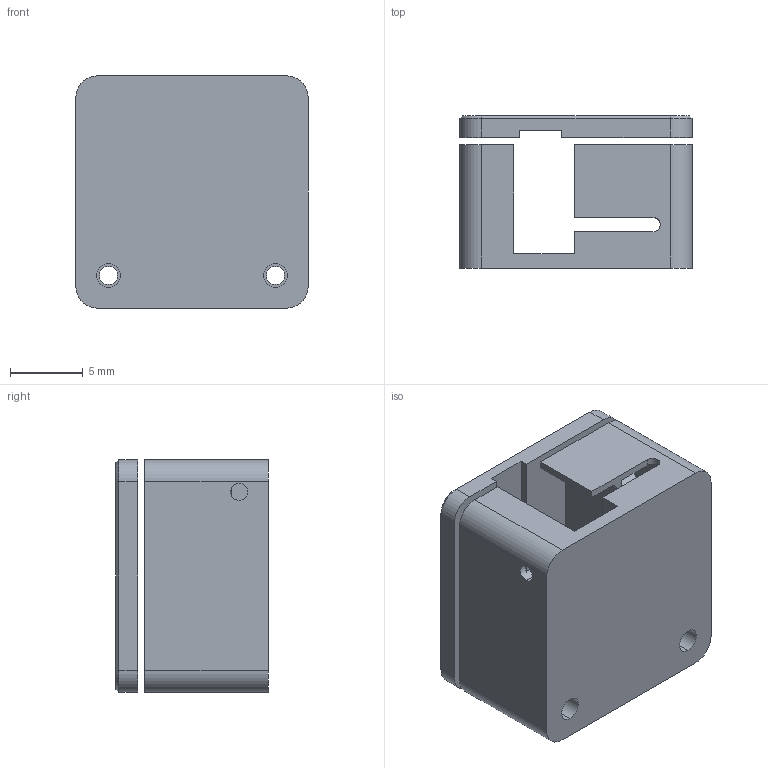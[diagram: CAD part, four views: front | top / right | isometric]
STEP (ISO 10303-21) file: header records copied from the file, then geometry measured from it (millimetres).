
FILE_DESCRIPTION (( 'STEP AP214' ), '1' );
FILE_NAME ('Linear16-X_web - EndUser.STEP', '2021-09-17T04:49:23', ( '' ), ( '' ), 'SwSTEP 2.0', 'SolidWorks 2020', '' );
FILE_SCHEMA (( 'AUTOMOTIVE_DESIGN' ));
Length unit declared in the file: millimetre
Products named in the file (3): Linear16-X_web - EndUser; 葩璃 Flex_base_ver2^Linear16-X_web - EndUser; 葩璃 階啣_ver1^Linear16-X_web - EndUser
Assembly tree (2 placements, depth 2):
  Linear16-X_web - EndUser
    葩璃 Flex_base_ver2^Linear16-X_web - EndUser
    葩璃 階啣_ver1^Linear16-X_web - EndUser
Bounding box: 16 x 10.5 x 16 mm (x, y, z)
Volume: 1161.1 mm3; surface area: 2127.9 mm2
Topology: 2 solids, 2 shells, 85 faces, 240 edges, 157 vertices
Faces by surface type: plane 43, cylinder 38, cone 4
Entity records: 3028 total; most frequent: DIRECTION 502, CARTESIAN_POINT 487, ORIENTED_EDGE 480, EDGE_CURVE 240, AXIS2_PLACEMENT_3D 172, VECTOR 158, LINE 158, VERTEX_POINT 157
